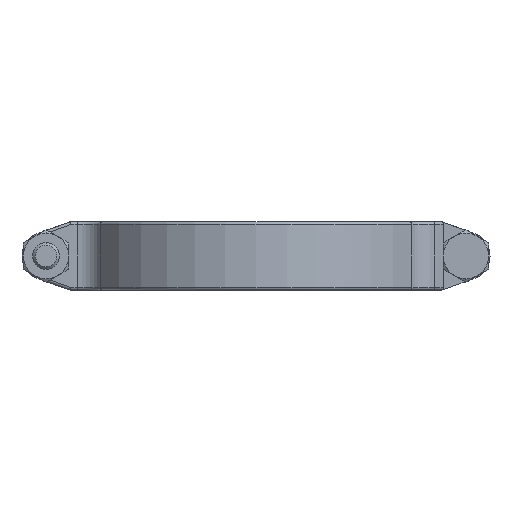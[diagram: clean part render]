
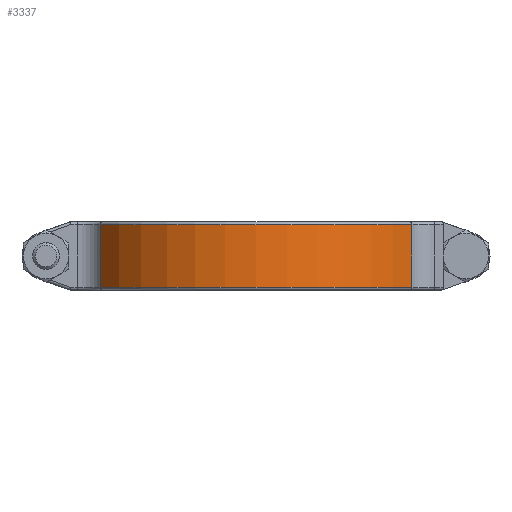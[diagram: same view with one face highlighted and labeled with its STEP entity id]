
A CAD part, front view. The second image highlights one B-rep face of the part: STEP entity #3337.
In plain terms, the highlighted cylindrical face has radius 68.9 mm (diameter 137.8 mm), a partial arc.
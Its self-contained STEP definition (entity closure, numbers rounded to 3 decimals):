
#490 = FACE_OUTER_BOUND ( 'NONE', #4504, .T. ) ;
#670 = CARTESIAN_POINT ( 'NONE',  ( 58.327, -36.677, 12.75 ) ) ;
#1002 = CARTESIAN_POINT ( 'NONE',  ( -58.327, -36.677, -11.75 ) ) ;
#1583 = CARTESIAN_POINT ( 'NONE',  ( 58.327, -36.677, 11.75 ) ) ;
#1970 = ORIENTED_EDGE ( 'NONE', *, *, #9022, .T. ) ;
#2100 = VERTEX_POINT ( 'NONE', #1583 ) ;
#2110 = CARTESIAN_POINT ( 'NONE',  ( -58.327, -36.677, 11.75 ) ) ;
#3147 = DIRECTION ( 'NONE',  ( 0., 0., 1. ) ) ;
#3192 = LINE ( 'NONE', #670, #7495 ) ;
#3337 = ADVANCED_FACE ( 'NONE', ( #490 ), #5912, .T. ) ;
#3402 = DIRECTION ( 'NONE',  ( 1., 0., 0. ) ) ;
#3458 = DIRECTION ( 'NONE',  ( 0., 0., -1. ) ) ;
#3461 = DIRECTION ( 'NONE',  ( 0., 0., 1. ) ) ;
#3885 = DIRECTION ( 'NONE',  ( 0., 0., -1. ) ) ;
#4367 = DIRECTION ( 'NONE',  ( 0., 0., -1. ) ) ;
#4504 = EDGE_LOOP ( 'NONE', ( #9707, #7828, #1970, #6607 ) ) ;
#5312 = CARTESIAN_POINT ( 'NONE',  ( 58.327, -36.677, -11.75 ) ) ;
#5540 = CARTESIAN_POINT ( 'NONE',  ( -58.327, -36.677, 12.75 ) ) ;
#5775 = CIRCLE ( 'NONE', #8071, 68.9 ) ;
#5783 = DIRECTION ( 'NONE',  ( 1., 0., 0. ) ) ;
#5912 = CYLINDRICAL_SURFACE ( 'NONE', #6711, 68.9 ) ;
#6607 = ORIENTED_EDGE ( 'NONE', *, *, #9182, .T. ) ;
#6711 = AXIS2_PLACEMENT_3D ( 'NONE', #8273, #4367, #7500 ) ;
#6865 = VECTOR ( 'NONE', #3885, 1000. ) ;
#6876 = VERTEX_POINT ( 'NONE', #1002 ) ;
#7222 = EDGE_CURVE ( 'NONE', #2100, #9546, #5775, .T. ) ;
#7452 = EDGE_CURVE ( 'NONE', #9445, #2100, #3192, .T. ) ;
#7495 = VECTOR ( 'NONE', #3147, 1000. ) ;
#7500 = DIRECTION ( 'NONE',  ( 1., 0., 0. ) ) ;
#7828 = ORIENTED_EDGE ( 'NONE', *, *, #7222, .T. ) ;
#7984 = CARTESIAN_POINT ( 'NONE',  ( 0., 0., 11.75 ) ) ;
#8071 = AXIS2_PLACEMENT_3D ( 'NONE', #7984, #3458, #3402 ) ;
#8273 = CARTESIAN_POINT ( 'NONE',  ( 0., 0., 12.75 ) ) ;
#8944 = CARTESIAN_POINT ( 'NONE',  ( 0., 0., -11.75 ) ) ;
#8978 = CIRCLE ( 'NONE', #9973, 68.9 ) ;
#9022 = EDGE_CURVE ( 'NONE', #9546, #6876, #9519, .T. ) ;
#9182 = EDGE_CURVE ( 'NONE', #6876, #9445, #8978, .T. ) ;
#9445 = VERTEX_POINT ( 'NONE', #5312 ) ;
#9519 = LINE ( 'NONE', #5540, #6865 ) ;
#9546 = VERTEX_POINT ( 'NONE', #2110 ) ;
#9707 = ORIENTED_EDGE ( 'NONE', *, *, #7452, .T. ) ;
#9973 = AXIS2_PLACEMENT_3D ( 'NONE', #8944, #3461, #5783 ) ;
